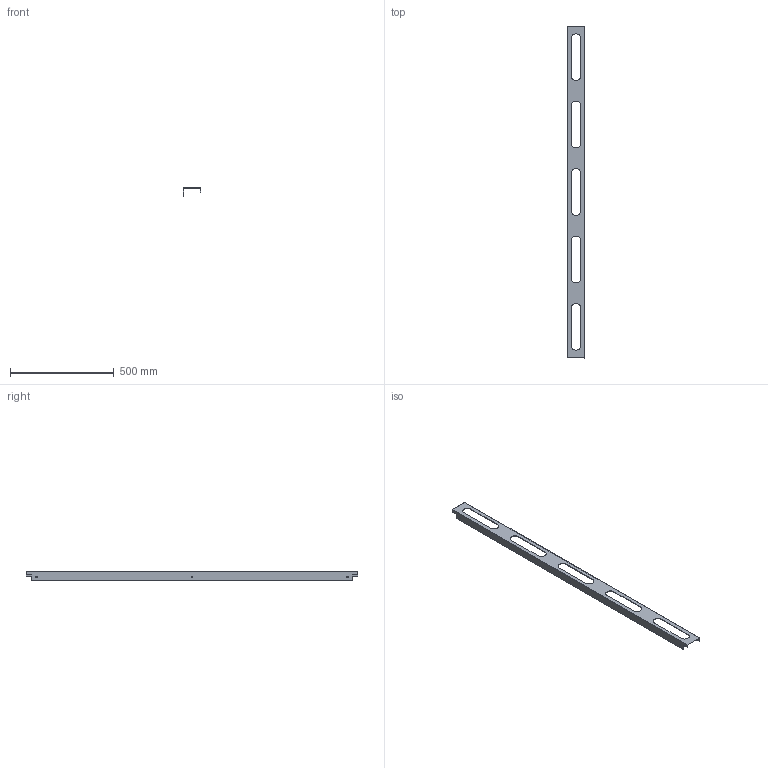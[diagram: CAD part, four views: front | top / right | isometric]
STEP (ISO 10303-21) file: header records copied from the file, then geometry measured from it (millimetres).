
FILE_DESCRIPTION(/* description */ ('This is a sample STEP configuration'),/* implementation_level */ '2;1');
FILE_NAME(/* name */ '19BS6-S_STEP.stp',/* time_stamp */ '2024-06-07T06:49:52+02:00',/* author */ ('powerJobs'),/* organization */ ('coolOrange'),/* preprocessor_version */ 'ST-DEVELOPER v20',/* originating_system */ 'Autodesk Inventor 2024',/* authorisation */ '');
FILE_SCHEMA (('AUTOMOTIVE_DESIGN { 1 0 10303 214 3 1 1 }'));
Length unit declared in the file: millimetre
Products named in the file (1): ENG-000009669
Bounding box: 85 x 1600.2 x 40 mm (x, y, z)
Volume: 349456.9 mm3; surface area: 361607.1 mm2
Topology: 1 solids, 1 shells, 37 faces, 105 edges, 70 vertices
Faces by surface type: plane 24, cylinder 13
Full cylindrical faces by diameter (mm): 8.5 x3
Entity records: 1280 total; most frequent: CARTESIAN_POINT 213, ORIENTED_EDGE 210, DIRECTION 207, EDGE_CURVE 105, LINE 79, VECTOR 79, VERTEX_POINT 70, AXIS2_PLACEMENT_3D 64
